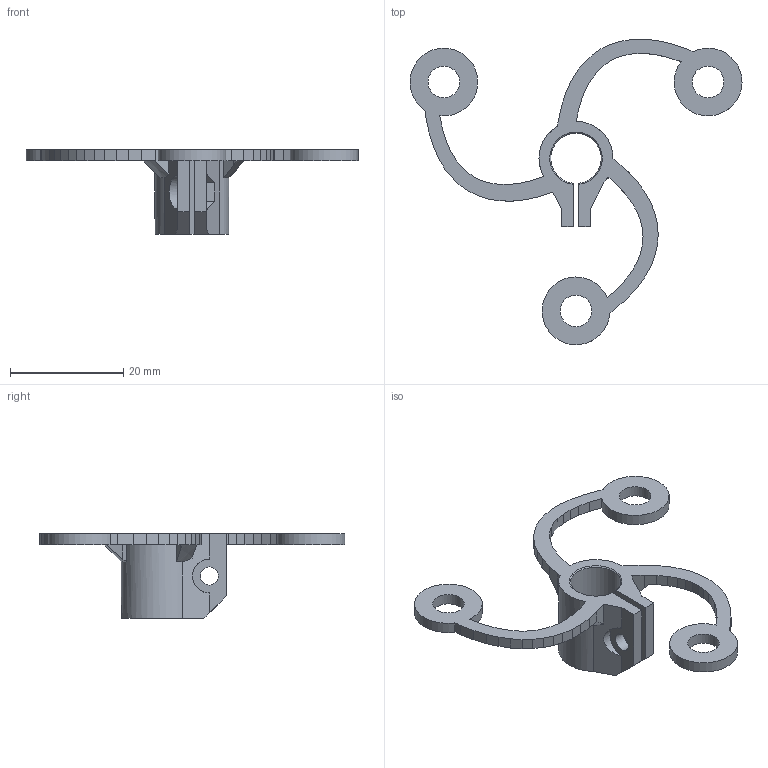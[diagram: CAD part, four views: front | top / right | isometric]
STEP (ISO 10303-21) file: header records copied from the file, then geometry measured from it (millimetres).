
FILE_DESCRIPTION(/* description */ ('Alibre Inc.'),/* implementation_level */ '2;1');
FILE_NAME(/* name */ 'export0',/* time_stamp */ '2015-07-05T23:15:23+12:00',/* author */ (''),/* organization */ (''),/* preprocessor_version */ 'ST-DEVELOPER v14',/* originating_system */ 'Alibre',/* authorisation */ '');
FILE_SCHEMA (('CONFIG_CONTROL_DESIGN'));
Length unit declared in the file: centimetre
Products named in the file (1): ID_1
Bounding box: 58.76 x 54.07 x 15 mm (x, y, z)
Volume: 2464.3 mm3; surface area: 3233.5 mm2
Topology: 1 solids, 1 shells, 122 faces, 360 edges, 240 vertices
Faces by surface type: plane 107, cylinder 11, cone 4
Full cylindrical faces by diameter (mm): 3.2 x2, 5.6 x3
Entity records: 3967 total; most frequent: CARTESIAN_POINT 762, ORIENTED_EDGE 710, DIRECTION 499, EDGE_CURVE 355, VECTOR 306, LINE 306, VERTEX_POINT 240, AXIS2_PLACEMENT_3D 150
